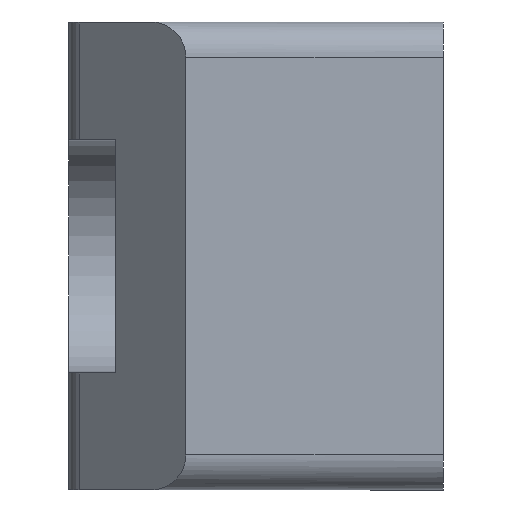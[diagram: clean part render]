
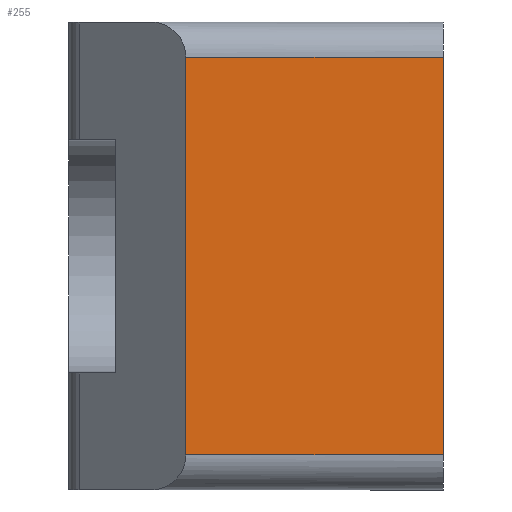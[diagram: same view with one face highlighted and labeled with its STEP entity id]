
A CAD part, left-side view. The second image highlights one B-rep face of the part: STEP entity #255.
In plain terms, the highlighted planar face has unit normal (-1, 0, 0).
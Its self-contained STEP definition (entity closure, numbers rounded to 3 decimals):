
#14 = DIRECTION ( 'NONE',  ( 0., 0., -1. ) ) ;
#15 = CARTESIAN_POINT ( 'NONE',  ( -20., 0., 10. ) ) ;
#39 = VERTEX_POINT ( 'NONE', #785 ) ;
#44 = LINE ( 'NONE', #528, #1745 ) ;
#101 = EDGE_CURVE ( 'NONE', #366, #715, #941, .T. ) ;
#221 = EDGE_CURVE ( 'NONE', #715, #670, #318, .T. ) ;
#255 = ADVANCED_FACE ( 'NONE', ( #902 ), #566, .F. ) ;
#318 = LINE ( 'NONE', #1110, #1360 ) ;
#366 = VERTEX_POINT ( 'NONE', #1645 ) ;
#371 = ORIENTED_EDGE ( 'NONE', *, *, #101, .T. ) ;
#372 = LINE ( 'NONE', #15, #1677 ) ;
#424 = VECTOR ( 'NONE', #513, 1000. ) ;
#513 = DIRECTION ( 'NONE',  ( 0., 1., 0. ) ) ;
#528 = CARTESIAN_POINT ( 'NONE',  ( -20., 16., -8.5 ) ) ;
#558 = ORIENTED_EDGE ( 'NONE', *, *, #932, .T. ) ;
#566 = PLANE ( 'NONE',  #737 ) ;
#670 = VERTEX_POINT ( 'NONE', #1618 ) ;
#715 = VERTEX_POINT ( 'NONE', #928 ) ;
#737 = AXIS2_PLACEMENT_3D ( 'NONE', #1669, #1704, #14 ) ;
#785 = CARTESIAN_POINT ( 'NONE',  ( -20., 0., -8.5 ) ) ;
#902 = FACE_OUTER_BOUND ( 'NONE', #1223, .T. ) ;
#924 = ORIENTED_EDGE ( 'NONE', *, *, #221, .T. ) ;
#928 = CARTESIAN_POINT ( 'NONE',  ( -20., 11., 8.5 ) ) ;
#932 = EDGE_CURVE ( 'NONE', #39, #366, #372, .T. ) ;
#941 = LINE ( 'NONE', #1084, #424 ) ;
#948 = DIRECTION ( 'NONE',  ( 0., -1., 0. ) ) ;
#1084 = CARTESIAN_POINT ( 'NONE',  ( -20., 16., 8.5 ) ) ;
#1110 = CARTESIAN_POINT ( 'NONE',  ( -20., 11., -10. ) ) ;
#1203 = EDGE_CURVE ( 'NONE', #670, #39, #44, .T. ) ;
#1223 = EDGE_LOOP ( 'NONE', ( #924, #1713, #558, #371 ) ) ;
#1360 = VECTOR ( 'NONE', #1545, 1000. ) ;
#1545 = DIRECTION ( 'NONE',  ( 0., 0., -1. ) ) ;
#1594 = DIRECTION ( 'NONE',  ( 0., 0., 1. ) ) ;
#1618 = CARTESIAN_POINT ( 'NONE',  ( -20., 11., -8.5 ) ) ;
#1645 = CARTESIAN_POINT ( 'NONE',  ( -20., 0., 8.5 ) ) ;
#1669 = CARTESIAN_POINT ( 'NONE',  ( -20., 16., 10. ) ) ;
#1677 = VECTOR ( 'NONE', #1594, 1000. ) ;
#1704 = DIRECTION ( 'NONE',  ( 1., 0., 0. ) ) ;
#1713 = ORIENTED_EDGE ( 'NONE', *, *, #1203, .T. ) ;
#1745 = VECTOR ( 'NONE', #948, 1000. ) ;
